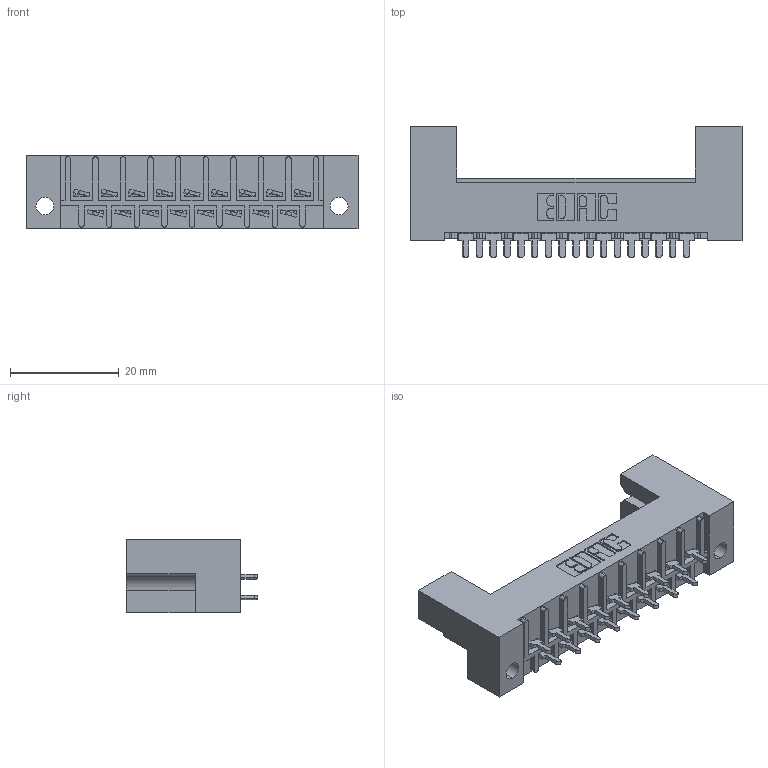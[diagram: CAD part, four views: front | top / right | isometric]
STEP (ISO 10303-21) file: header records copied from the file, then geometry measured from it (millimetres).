
FILE_DESCRIPTION (( 'STEP AP203' ), '1' );
FILE_NAME ('408-017-523-212.STEP', '2019-11-04T18:34:39', ( '' ), ( '' ), 'SwSTEP 2.0', 'SolidWorks 2016', '' );
FILE_SCHEMA (( 'CONFIG_CONTROL_DESIGN' ));
Length unit declared in the file: inch
Products named in the file (4): 408-290-001_408-290-123 - Top; 408-290-001_408-290-123 - Bottom; 408 Part_017 - 2; 408-017-523-212
Assembly tree (18 placements, depth 2):
  408-017-523-212
    408 Part_017 - 2
    408-290-001_408-290-123 - Bottom  x9
    408-290-001_408-290-123 - Top  x8
Bounding box: 61.11 x 24.16 x 13.49 mm (x, y, z)
Volume: 8229.1 mm3; surface area: 8711.1 mm2
Topology: 18 solids, 18 shells, 1074 faces, 2956 edges, 1924 vertices
Faces by surface type: plane 803, cylinder 203, bspline 68
Entity records: 17410 total; most frequent: CARTESIAN_POINT 3057, ORIENTED_EDGE 2912, DIRECTION 2670, EDGE_CURVE 1456, LINE 1260, VECTOR 1260, VERTEX_POINT 964, AXIS2_PLACEMENT_3D 705
